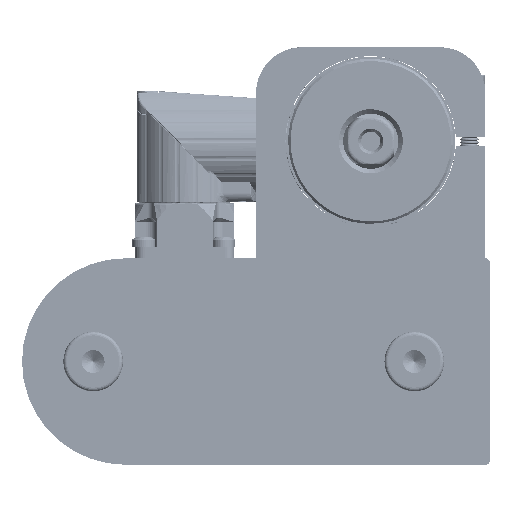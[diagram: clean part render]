
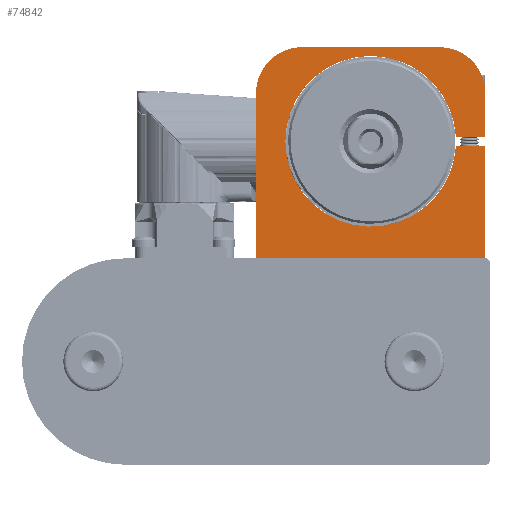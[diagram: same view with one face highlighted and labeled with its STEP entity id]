
A CAD part, left-side view. The second image highlights one B-rep face of the part: STEP entity #74842.
In plain terms, the highlighted face is planar.
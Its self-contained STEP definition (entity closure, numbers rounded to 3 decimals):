
#1678 = EDGE_CURVE ( 'NONE', #11798, #39274, #29049, .T. ) ;
#1840 = LINE ( 'NONE', #38667, #79604 ) ;
#2407 = VECTOR ( 'NONE', #8194, 1000. ) ;
#2639 = AXIS2_PLACEMENT_3D ( 'NONE', #19910, #69910, #13792 ) ;
#3342 = ORIENTED_EDGE ( 'NONE', *, *, #78348, .T. ) ;
#7326 = ORIENTED_EDGE ( 'NONE', *, *, #61090, .T. ) ;
#8140 = CARTESIAN_POINT ( 'NONE',  ( 18.573, 1., 12.5 ) ) ;
#8194 = DIRECTION ( 'NONE',  ( 0., -1., 0. ) ) ;
#8292 = ORIENTED_EDGE ( 'NONE', *, *, #19796, .F. ) ;
#8682 = ORIENTED_EDGE ( 'NONE', *, *, #1678, .F. ) ;
#9371 = ORIENTED_EDGE ( 'NONE', *, *, #17328, .T. ) ;
#10534 = ORIENTED_EDGE ( 'NONE', *, *, #73182, .T. ) ;
#10751 = VECTOR ( 'NONE', #12970, 1000. ) ;
#11768 = CARTESIAN_POINT ( 'NONE',  ( 25., 1., 12.5 ) ) ;
#11798 = VERTEX_POINT ( 'NONE', #41911 ) ;
#12970 = DIRECTION ( 'NONE',  ( -1., 0., 0. ) ) ;
#13132 = CARTESIAN_POINT ( 'NONE',  ( 25., 10.5, 12.5 ) ) ;
#13792 = DIRECTION ( 'NONE',  ( 1., 0., 0. ) ) ;
#13825 = VERTEX_POINT ( 'NONE', #74829 ) ;
#14419 = VECTOR ( 'NONE', #54096, 1000. ) ;
#17328 = EDGE_CURVE ( 'NONE', #44534, #47414, #30652, .T. ) ;
#19753 = VERTEX_POINT ( 'NONE', #11768 ) ;
#19796 = EDGE_CURVE ( 'NONE', #19753, #46692, #32964, .T. ) ;
#19910 = CARTESIAN_POINT ( 'NONE',  ( 0., 0., 12.5 ) ) ;
#19972 = AXIS2_PLACEMENT_3D ( 'NONE', #25477, #27878, #64834 ) ;
#20773 = AXIS2_PLACEMENT_3D ( 'NONE', #28056, #21508, #40398 ) ;
#21508 = DIRECTION ( 'NONE',  ( 0., 0., 1. ) ) ;
#21850 = AXIS2_PLACEMENT_3D ( 'NONE', #35384, #59215, #35795 ) ;
#22005 = CARTESIAN_POINT ( 'NONE',  ( 15., 20.5, 12.5 ) ) ;
#23640 = CARTESIAN_POINT ( 'NONE',  ( 25., -25.5, 12.5 ) ) ;
#25477 = CARTESIAN_POINT ( 'NONE',  ( 15., 10.5, 12.5 ) ) ;
#25811 = CARTESIAN_POINT ( 'NONE',  ( -25., -25.5, 12.5 ) ) ;
#27878 = DIRECTION ( 'NONE',  ( 0., 0., 1. ) ) ;
#28056 = CARTESIAN_POINT ( 'NONE',  ( -15., 10.5, 12.5 ) ) ;
#29049 = LINE ( 'NONE', #35177, #48901 ) ;
#29667 = VERTEX_POINT ( 'NONE', #55614 ) ;
#30139 = VECTOR ( 'NONE', #48230, 1000. ) ;
#30652 = LINE ( 'NONE', #80703, #14419 ) ;
#32964 = LINE ( 'NONE', #51035, #10751 ) ;
#35177 = CARTESIAN_POINT ( 'NONE',  ( 25., -1., 12.5 ) ) ;
#35384 = CARTESIAN_POINT ( 'NONE',  ( -25., 20.5, 12.5 ) ) ;
#35504 = CARTESIAN_POINT ( 'NONE',  ( 25., -1., 12.5 ) ) ;
#35795 = DIRECTION ( 'NONE',  ( -1., 0., 0. ) ) ;
#36093 = ORIENTED_EDGE ( 'NONE', *, *, #63883, .T. ) ;
#36557 = ORIENTED_EDGE ( 'NONE', *, *, #38136, .T. ) ;
#38136 = EDGE_CURVE ( 'NONE', #13825, #42182, #76209, .T. ) ;
#38667 = CARTESIAN_POINT ( 'NONE',  ( 25., -25.5, 12.5 ) ) ;
#39274 = VERTEX_POINT ( 'NONE', #35504 ) ;
#40176 = LINE ( 'NONE', #23640, #30139 ) ;
#40398 = DIRECTION ( 'NONE',  ( -1., 0., 0. ) ) ;
#41565 = FACE_OUTER_BOUND ( 'NONE', #58857, .T. ) ;
#41911 = CARTESIAN_POINT ( 'NONE',  ( 18.573, -1., 12.5 ) ) ;
#42182 = VERTEX_POINT ( 'NONE', #25811 ) ;
#42585 = DIRECTION ( 'NONE',  ( 1., 0., 0. ) ) ;
#43483 = CARTESIAN_POINT ( 'NONE',  ( -15., 20.5, 12.5 ) ) ;
#44534 = VERTEX_POINT ( 'NONE', #22005 ) ;
#46692 = VERTEX_POINT ( 'NONE', #8140 ) ;
#47414 = VERTEX_POINT ( 'NONE', #43483 ) ;
#48230 = DIRECTION ( 'NONE',  ( 0., 1., 0. ) ) ;
#48901 = VECTOR ( 'NONE', #42585, 1000. ) ;
#51035 = CARTESIAN_POINT ( 'NONE',  ( 25., 1., 12.5 ) ) ;
#54096 = DIRECTION ( 'NONE',  ( -1., 0., 0. ) ) ;
#54642 = EDGE_CURVE ( 'NONE', #47414, #13825, #81024, .T. ) ;
#55516 = EDGE_CURVE ( 'NONE', #46692, #11798, #73291, .T. ) ;
#55614 = CARTESIAN_POINT ( 'NONE',  ( 25., -25.5, 12.5 ) ) ;
#56161 = VECTOR ( 'NONE', #68736, 1000. ) ;
#56850 = CARTESIAN_POINT ( 'NONE',  ( -25., -25.5, 12.5 ) ) ;
#58559 = ORIENTED_EDGE ( 'NONE', *, *, #55516, .F. ) ;
#58857 = EDGE_LOOP ( 'NONE', ( #7326, #36093, #9371, #78375, #36557, #3342, #10534, #8682, #58559, #8292 ) ) ;
#59215 = DIRECTION ( 'NONE',  ( 0., 0., -1. ) ) ;
#61090 = EDGE_CURVE ( 'NONE', #19753, #64298, #40176, .T. ) ;
#63883 = EDGE_CURVE ( 'NONE', #64298, #44534, #78942, .T. ) ;
#64119 = DIRECTION ( 'NONE',  ( 0., 1., 0. ) ) ;
#64298 = VERTEX_POINT ( 'NONE', #13132 ) ;
#64335 = CARTESIAN_POINT ( 'NONE',  ( -25., -25.5, 12.5 ) ) ;
#64834 = DIRECTION ( 'NONE',  ( -1., 0., 0. ) ) ;
#66580 = PLANE ( 'NONE',  #21850 ) ;
#68736 = DIRECTION ( 'NONE',  ( 1., 0., 0. ) ) ;
#69910 = DIRECTION ( 'NONE',  ( 0., 0., 1. ) ) ;
#73182 = EDGE_CURVE ( 'NONE', #29667, #39274, #1840, .T. ) ;
#73291 = CIRCLE ( 'NONE', #2639, 18.6 ) ;
#74829 = CARTESIAN_POINT ( 'NONE',  ( -25., 10.5, 12.5 ) ) ;
#74842 = ADVANCED_FACE ( 'NONE', ( #41565 ), #66580, .F. ) ;
#76123 = LINE ( 'NONE', #56850, #56161 ) ;
#76209 = LINE ( 'NONE', #64335, #2407 ) ;
#78348 = EDGE_CURVE ( 'NONE', #42182, #29667, #76123, .T. ) ;
#78375 = ORIENTED_EDGE ( 'NONE', *, *, #54642, .T. ) ;
#78942 = CIRCLE ( 'NONE', #19972, 10. ) ;
#79604 = VECTOR ( 'NONE', #64119, 1000. ) ;
#80703 = CARTESIAN_POINT ( 'NONE',  ( -25., 20.5, 12.5 ) ) ;
#81024 = CIRCLE ( 'NONE', #20773, 10. ) ;
